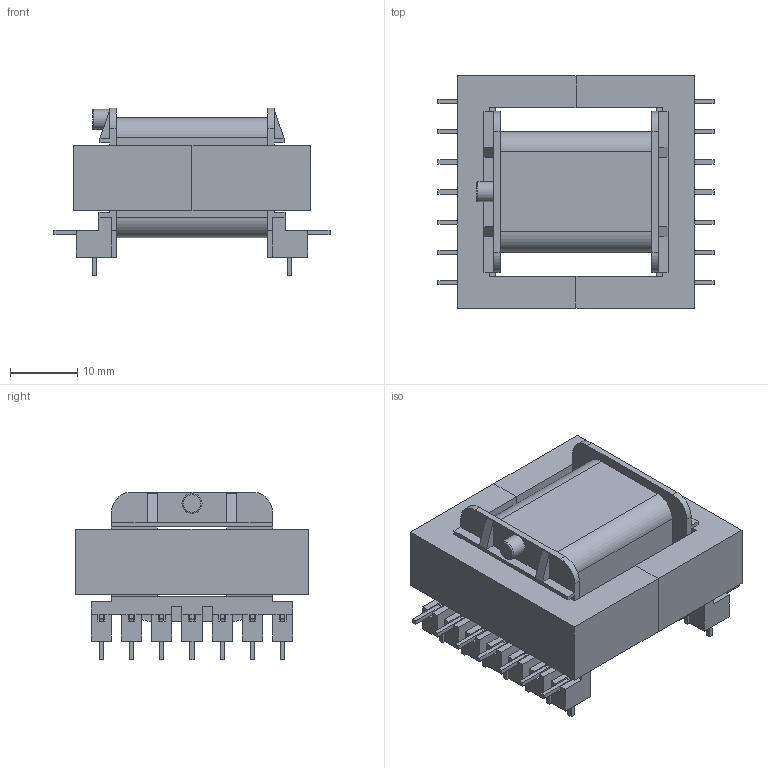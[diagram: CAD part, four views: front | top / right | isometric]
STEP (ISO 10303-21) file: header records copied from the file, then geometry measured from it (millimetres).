
FILE_DESCRIPTION(('FreeCAD Model'),'2;1');
FILE_NAME('Open CASCADE Shape Model','2025-03-12T18:52:26',( 'kicad StepUp'),('ksu MCAD'),'Open CASCADE STEP processor 7.8', 'FreeCAD','Unknown');
FILE_SCHEMA(('AUTOMOTIVE_DESIGN { 1 0 10303 214 1 1 1 1 }'));
Length unit declared in the file: millimetre
Products named in the file (3): Assem1; Bobbin_EE-35; core
Assembly tree (3 placements, depth 2):
  Assem1
    Bobbin_EE-35
    core  x2
Bounding box: 41.1 x 34.6 x 24.99 mm (x, y, z)
Volume: 14407.3 mm3; surface area: 10437.8 mm2
Topology: 3 solids, 3 shells, 419 faces, 1109 edges, 723 vertices
Faces by surface type: plane 381, cylinder 37, torus 1
Full cylindrical faces by diameter (mm): 3 x1
Entity records: 15924 total; most frequent: CARTESIAN_POINT 2188, ORIENTED_EDGE 2146, DIRECTION 1972, EDGE_CURVE 1073, LINE 988, VECTOR 988, VERTEX_POINT 699, AXIS2_PLACEMENT_3D 492
